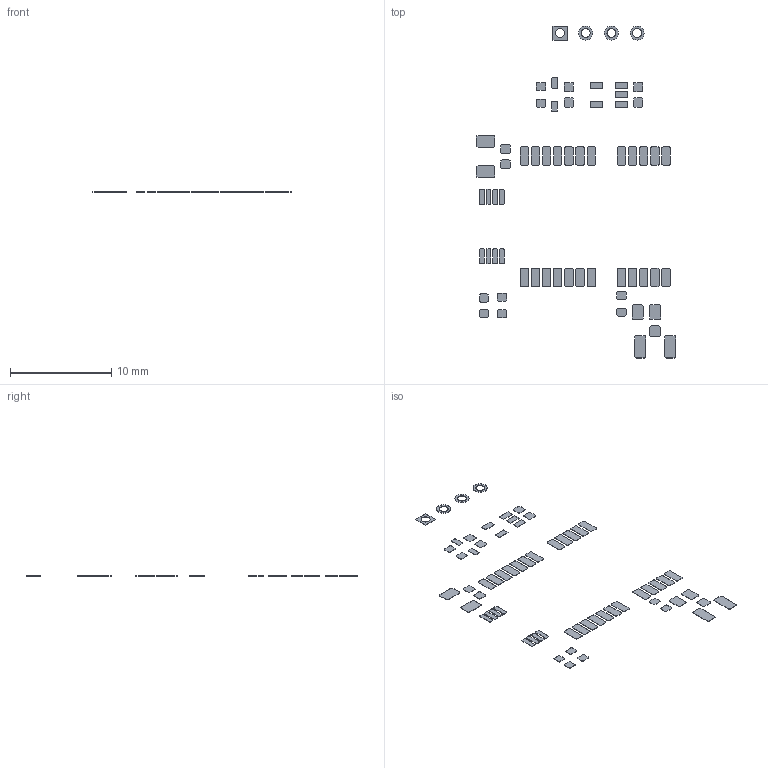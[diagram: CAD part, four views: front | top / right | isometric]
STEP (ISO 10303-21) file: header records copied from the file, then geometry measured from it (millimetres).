
FILE_DESCRIPTION (( 'STEP AP203' ), '1' );
FILE_NAME ('NEO-6M_v100-top.STEP_Default_sldprt.STEP', '2023-07-18T01:04:12', ( '' ), ( '' ), 'SwSTEP 2.0', 'SolidWorks 2022', '' );
FILE_SCHEMA (( 'CONFIG_CONTROL_DESIGN' ));
Length unit declared in the file: millimetre
Products named in the file (1): NEO-6M_v100-top.STEP_Default_sldprt
Bounding box: 19.66 x 32.8 x 0.04 mm (x, y, z)
Volume: 2.6 mm3; surface area: 156.4 mm2
Topology: 64 solids, 64 shells, 892 faces, 2292 edges, 1528 vertices
Faces by surface type: plane 884, cylinder 8
Entity records: 26479 total; most frequent: CARTESIAN_POINT 4713, ORIENTED_EDGE 4584, DIRECTION 4094, EDGE_CURVE 2292, LINE 2276, VECTOR 2276, VERTEX_POINT 1528, AXIS2_PLACEMENT_3D 909
